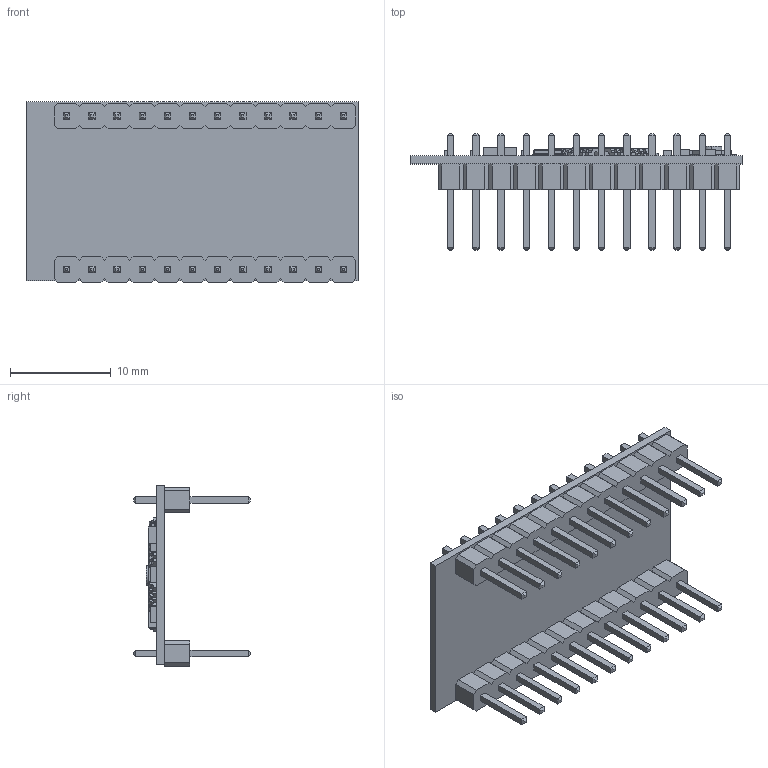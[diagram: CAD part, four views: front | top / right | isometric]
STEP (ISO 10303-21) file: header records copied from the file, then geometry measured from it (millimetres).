
FILE_DESCRIPTION(('FreeCAD Model'),'2;1');
FILE_NAME('arduino pro mini.step', '2014-10-07T22:51:45',('FreeCAD'),('FreeCAD'), 'Open CASCADE STEP processor 6.7','FreeCAD','Unknown');
FILE_SCHEMA(('AUTOMOTIVE_DESIGN_CC2 { 1 2 10303 214 -1 1 5 4 }'));
Length unit declared in the file: millimetre
Products named in the file (27): Arduino_pro_mini_(step_ap214); 12x1_male_header_pin015; 12x1_male_header_pin020; 12x1_male_header_pin008; 12x1_male_header_pin001; 12x1_male_header_pin010; 12x1_male_header_pin016; 12x1_male_header_pin003; 12x1_male_header_pin; 12x1_male_header_pin004; 12x1_male_header_pin025; 12x1_male_header_pin023; 12x1_male_header_pin011; 12x1_male_header_pin009; 12x1_male_header_pin017; 12x1_male_header_pin019; 12x1_male_header_pin013; 12x1_male_header_pin022; 12x1_male_header_pin007; 12x1_male_header_pin021; 12x1_male_header_pin014; 12x1_male_header_pin012; 12x1_male_header_pin005; 12x1_male_header_pin006; 12x1_male_header_pin018; 12x1_male_header_pin002; 12x1_male_header_pin024
Bounding box: 33 x 11.54 x 17.95 mm (x, y, z)
Volume: 1005.1 mm3; surface area: 2905.2 mm2
Topology: 27 solids, 27 shells, 1033 faces, 2670 edges, 1700 vertices
Faces by surface type: plane 907, cylinder 114, sphere 8, torus 4
Entity records: 68924 total; most frequent: CARTESIAN_POINT 11800, DIRECTION 9690, LINE 7042, VECTOR 7042, ORIENTED_EDGE 5324, PCURVE 5324, DEFINITIONAL_REPRESENTATION 5324, EDGE_CURVE 2662
